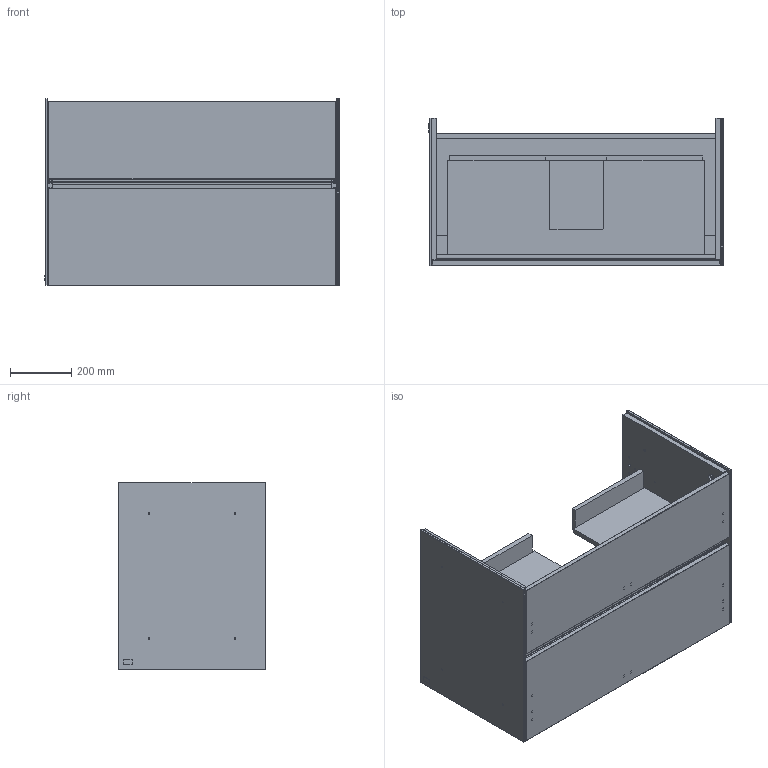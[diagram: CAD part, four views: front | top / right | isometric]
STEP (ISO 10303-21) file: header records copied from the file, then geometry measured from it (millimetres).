
FILE_DESCRIPTION((' '),'2;1');
FILE_NAME('C145B0.stp','2022-10-06T10:02:21',(' '),(' '),' ','ACIS',' ');
FILE_SCHEMA(('CONFIG_CONTROL_DESIGN'));
Length unit declared in the file: millimetre
Products named in the file (18): C145B0.stp; C145B0_ForBodies; Körper1; Körper2; Körper3; Körper4; Körper5; Körper6; Körper7; Körper8; Körper9; Körper10; Körper11; Körper12; Körper13; Körper14; Körper15; Körper16
Assembly tree (17 placements, depth 2):
  C145B0.stp
    C145B0_ForBodies
    Körper1
    Körper2
    Körper3
    Körper4
    Körper5
    Körper6
    Körper7
    Körper8
    Körper9
    Körper10
    Körper11
    Körper12
    Körper13
    Körper14
    Körper15
    Körper16
Bounding box: 962 x 480 x 609.5 mm (x, y, z)
Volume: 42808817.9 mm3; surface area: 6738858.2 mm2
Topology: 17 solids, 17 shells, 1611 faces, 4271 edges, 2827 vertices
Faces by surface type: plane 1416, cylinder 191, sphere 4
Full cylindrical faces by diameter (mm): 3 x38, 5 x30, 8 x36, 8.02 x26, 10 x18
Entity records: 50819 total; most frequent: CARTESIAN_POINT 8547, ORIENTED_EDGE 8192, DIRECTION 7776, EDGE_CURVE 4097, VECTOR 3710, LINE 3710, VERTEX_POINT 2804, AXIS2_PLACEMENT_3D 2033
